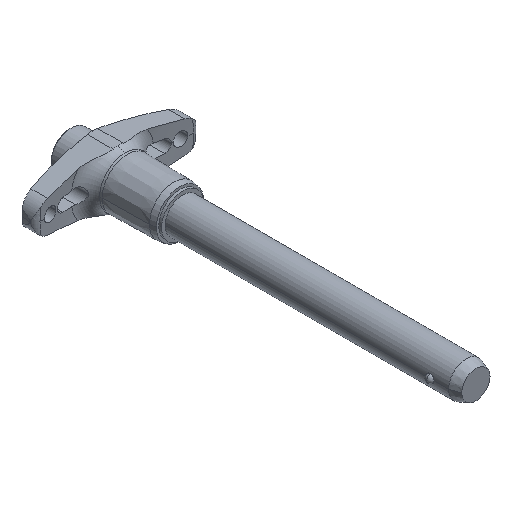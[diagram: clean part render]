
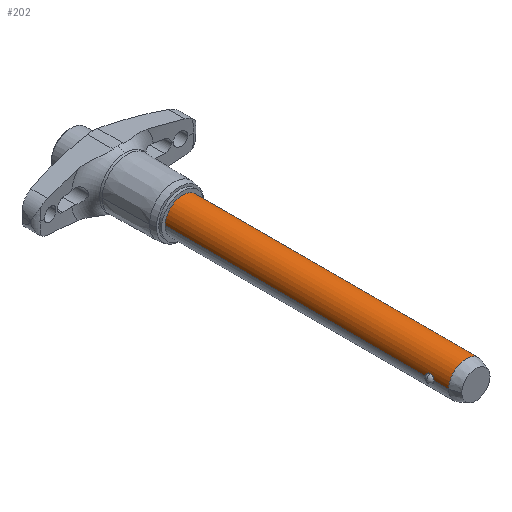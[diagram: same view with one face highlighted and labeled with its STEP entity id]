
A CAD part, isometric view. The second image highlights one B-rep face of the part: STEP entity #202.
In plain terms, the highlighted cylindrical face has radius 6.35 mm (diameter 12.7 mm), a partial arc.
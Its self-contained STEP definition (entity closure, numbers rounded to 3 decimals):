
#202=ADVANCED_FACE('',(#418),#419,.T.);
#418=FACE_OUTER_BOUND('',#641,.T.);
#419=CYLINDRICAL_SURFACE('',#642,6.35);
#641=EDGE_LOOP('',(#1213,#1214,#1215,#1216,#1217,#1218,#1219,#1220,#1221,#1222));
#642=AXIS2_PLACEMENT_3D('',#1223,#1224,#1225);
#1213=ORIENTED_EDGE('',*,*,#1396,.T.);
#1214=ORIENTED_EDGE('',*,*,#1600,.T.);
#1215=ORIENTED_EDGE('',*,*,#1449,.T.);
#1216=ORIENTED_EDGE('',*,*,#1403,.T.);
#1217=ORIENTED_EDGE('',*,*,#1601,.F.);
#1218=ORIENTED_EDGE('',*,*,#1401,.T.);
#1219=ORIENTED_EDGE('',*,*,#1522,.T.);
#1220=ORIENTED_EDGE('',*,*,#1590,.T.);
#1221=ORIENTED_EDGE('',*,*,#1398,.T.);
#1222=ORIENTED_EDGE('',*,*,#1602,.T.);
#1223=CARTESIAN_POINT('',(0.0,-52.832,0.0));
#1224=DIRECTION('',(-0.0,1.0,0.0));
#1225=DIRECTION('',(1.0,0.0,0.0));
#1396=EDGE_CURVE('',#1686,#1687,#1688,.T.);
#1398=EDGE_CURVE('',#1691,#1689,#1692,.T.);
#1401=EDGE_CURVE('',#1697,#1695,#1698,.T.);
#1403=EDGE_CURVE('',#1701,#1699,#1702,.T.);
#1449=EDGE_CURVE('',#1782,#1701,#1784,.T.);
#1522=EDGE_CURVE('',#1695,#1893,#1895,.T.);
#1590=EDGE_CURVE('',#1893,#1691,#1980,.T.);
#1600=EDGE_CURVE('',#1687,#1782,#1990,.T.);
#1601=EDGE_CURVE('',#1697,#1699,#1991,.T.);
#1602=EDGE_CURVE('',#1689,#1686,#1992,.T.);
#1686=VERTEX_POINT('',#2276);
#1687=VERTEX_POINT('',#2277);
#1688=LINE('',#2278,#2279);
#1689=VERTEX_POINT('',#2280);
#1691=VERTEX_POINT('',#2282);
#1692=LINE('',#2283,#2284);
#1695=VERTEX_POINT('',#2300);
#1697=VERTEX_POINT('',#2315);
#1698=LINE('',#2316,#2317);
#1699=VERTEX_POINT('',#2318);
#1701=VERTEX_POINT('',#2320);
#1702=LINE('',#2321,#2322);
#1782=VERTEX_POINT('',#2758);
#1784=B_SPLINE_CURVE_WITH_KNOTS('',3,(#2760,#2761,#2762,#2763,#2764,#2765,#2766,#2767,#2768,#2769,#2770,#2771,#2772,#2773),.UNSPECIFIED.,.F.,.F.,(4,2,2,2,2,2,4),(4.442,4.948,5.455,5.684,5.912,6.288,6.663),.UNSPECIFIED.);
#1893=VERTEX_POINT('',#3405);
#1895=B_SPLINE_CURVE_WITH_KNOTS('',3,(#3407,#3408,#3409,#3410,#3411,#3412,#3413,#3414,#3415,#3416,#3417,#3418,#3419,#3420),.UNSPECIFIED.,.F.,.F.,(4,2,2,2,2,2,4),(6.663,7.038,7.413,7.642,7.871,8.377,8.884),.UNSPECIFIED.);
#1980=B_SPLINE_CURVE_WITH_KNOTS('',3,(#3820,#3821,#3822,#3823,#3824,#3825,#3826,#3827,#3828,#3829,#3830,#3831,#3832,#3833),.UNSPECIFIED.,.F.,.F.,(4,2,2,2,2,2,4),(0.0,0.507,1.013,1.242,1.471,1.846,2.221),.UNSPECIFIED.);
#1990=B_SPLINE_CURVE_WITH_KNOTS('',3,(#3870,#3871,#3872,#3873,#3874,#3875,#3876,#3877,#3878,#3879,#3880,#3881,#3882,#3883),.UNSPECIFIED.,.F.,.F.,(4,2,2,2,2,2,4),(2.221,2.596,2.971,3.2,3.429,3.935,4.442),.UNSPECIFIED.);
#1991=CIRCLE('',#3884,6.35);
#1992=CIRCLE('',#3885,6.35);
#2276=CARTESIAN_POINT('',(6.35,-102.159,0.0));
#2277=CARTESIAN_POINT('',(6.35,-96.917,0.));
#2278=CARTESIAN_POINT('',(6.35,-52.832,0.));
#2279=VECTOR('',#3959,1.0);
#2280=CARTESIAN_POINT('',(-6.35,-102.159,0.));
#2282=CARTESIAN_POINT('',(-6.35,-96.917,0.));
#2283=CARTESIAN_POINT('',(-6.35,-52.832,0.));
#2284=VECTOR('',#3963,1.0);
#2300=CARTESIAN_POINT('',(-6.35,-93.98,0.));
#2315=CARTESIAN_POINT('',(-6.35,0.0,0.));
#2316=CARTESIAN_POINT('',(-6.35,-52.832,0.));
#2317=VECTOR('',#3964,1.0);
#2318=CARTESIAN_POINT('',(6.35,0.0,0.0));
#2320=CARTESIAN_POINT('',(6.35,-93.98,0.));
#2321=CARTESIAN_POINT('',(6.35,-52.832,0.));
#2322=VECTOR('',#3968,1.0);
#2758=CARTESIAN_POINT('',(6.172,-95.448,1.495));
#2760=CARTESIAN_POINT('',(6.172,-95.448,1.495));
#2761=CARTESIAN_POINT('',(6.172,-95.28,1.495));
#2762=CARTESIAN_POINT('',(6.179,-95.099,1.464));
#2763=CARTESIAN_POINT('',(6.208,-94.763,1.336));
#2764=CARTESIAN_POINT('',(6.229,-94.608,1.24));
#2765=CARTESIAN_POINT('',(6.258,-94.426,1.079));
#2766=CARTESIAN_POINT('',(6.268,-94.368,1.019));
#2767=CARTESIAN_POINT('',(6.288,-94.263,0.891));
#2768=CARTESIAN_POINT('',(6.297,-94.217,0.822));
#2769=CARTESIAN_POINT('',(6.318,-94.118,0.648));
#2770=CARTESIAN_POINT('',(6.33,-94.065,0.522));
#2771=CARTESIAN_POINT('',(6.346,-93.996,0.261));
#2772=CARTESIAN_POINT('',(6.35,-93.98,0.125));
#2773=CARTESIAN_POINT('',(6.35,-93.98,0.));
#3405=CARTESIAN_POINT('',(-6.172,-95.448,1.495));
#3407=CARTESIAN_POINT('',(-6.35,-93.98,0.));
#3408=CARTESIAN_POINT('',(-6.35,-93.98,0.125));
#3409=CARTESIAN_POINT('',(-6.346,-93.996,0.261));
#3410=CARTESIAN_POINT('',(-6.33,-94.065,0.522));
#3411=CARTESIAN_POINT('',(-6.318,-94.118,0.648));
#3412=CARTESIAN_POINT('',(-6.297,-94.217,0.822));
#3413=CARTESIAN_POINT('',(-6.288,-94.263,0.891));
#3414=CARTESIAN_POINT('',(-6.268,-94.368,1.019));
#3415=CARTESIAN_POINT('',(-6.258,-94.426,1.079));
#3416=CARTESIAN_POINT('',(-6.229,-94.608,1.24));
#3417=CARTESIAN_POINT('',(-6.208,-94.763,1.336));
#3418=CARTESIAN_POINT('',(-6.179,-95.099,1.464));
#3419=CARTESIAN_POINT('',(-6.172,-95.28,1.495));
#3420=CARTESIAN_POINT('',(-6.172,-95.448,1.495));
#3820=CARTESIAN_POINT('',(-6.172,-95.448,1.495));
#3821=CARTESIAN_POINT('',(-6.172,-95.617,1.495));
#3822=CARTESIAN_POINT('',(-6.179,-95.798,1.464));
#3823=CARTESIAN_POINT('',(-6.208,-96.134,1.336));
#3824=CARTESIAN_POINT('',(-6.229,-96.289,1.24));
#3825=CARTESIAN_POINT('',(-6.258,-96.471,1.079));
#3826=CARTESIAN_POINT('',(-6.268,-96.529,1.019));
#3827=CARTESIAN_POINT('',(-6.288,-96.633,0.891));
#3828=CARTESIAN_POINT('',(-6.297,-96.68,0.822));
#3829=CARTESIAN_POINT('',(-6.318,-96.779,0.648));
#3830=CARTESIAN_POINT('',(-6.33,-96.832,0.522));
#3831=CARTESIAN_POINT('',(-6.346,-96.901,0.261));
#3832=CARTESIAN_POINT('',(-6.35,-96.917,0.125));
#3833=CARTESIAN_POINT('',(-6.35,-96.917,0.));
#3870=CARTESIAN_POINT('',(6.35,-96.917,0.0));
#3871=CARTESIAN_POINT('',(6.35,-96.917,0.125));
#3872=CARTESIAN_POINT('',(6.346,-96.901,0.261));
#3873=CARTESIAN_POINT('',(6.33,-96.832,0.522));
#3874=CARTESIAN_POINT('',(6.318,-96.779,0.648));
#3875=CARTESIAN_POINT('',(6.297,-96.68,0.822));
#3876=CARTESIAN_POINT('',(6.288,-96.633,0.891));
#3877=CARTESIAN_POINT('',(6.268,-96.529,1.019));
#3878=CARTESIAN_POINT('',(6.258,-96.471,1.079));
#3879=CARTESIAN_POINT('',(6.229,-96.289,1.24));
#3880=CARTESIAN_POINT('',(6.208,-96.134,1.336));
#3881=CARTESIAN_POINT('',(6.179,-95.798,1.464));
#3882=CARTESIAN_POINT('',(6.172,-95.617,1.495));
#3883=CARTESIAN_POINT('',(6.172,-95.448,1.495));
#3884=AXIS2_PLACEMENT_3D('',#4139,#4140,#4141);
#3885=AXIS2_PLACEMENT_3D('',#4142,#4143,#4144);
#3959=DIRECTION('',(0.0,1.0,0.0));
#3963=DIRECTION('',(-0.0,-1.0,-0.0));
#3964=DIRECTION('',(-0.0,-1.0,-0.0));
#3968=DIRECTION('',(0.0,1.0,0.0));
#4139=CARTESIAN_POINT('',(0.0,0.0,0.0));
#4140=DIRECTION('',(-0.0,1.0,0.0));
#4141=DIRECTION('',(1.0,0.0,0.0));
#4142=CARTESIAN_POINT('',(0.0,-102.159,0.0));
#4143=DIRECTION('',(0.,1.0,0.0));
#4144=DIRECTION('',(1.0,0.,0.0));
